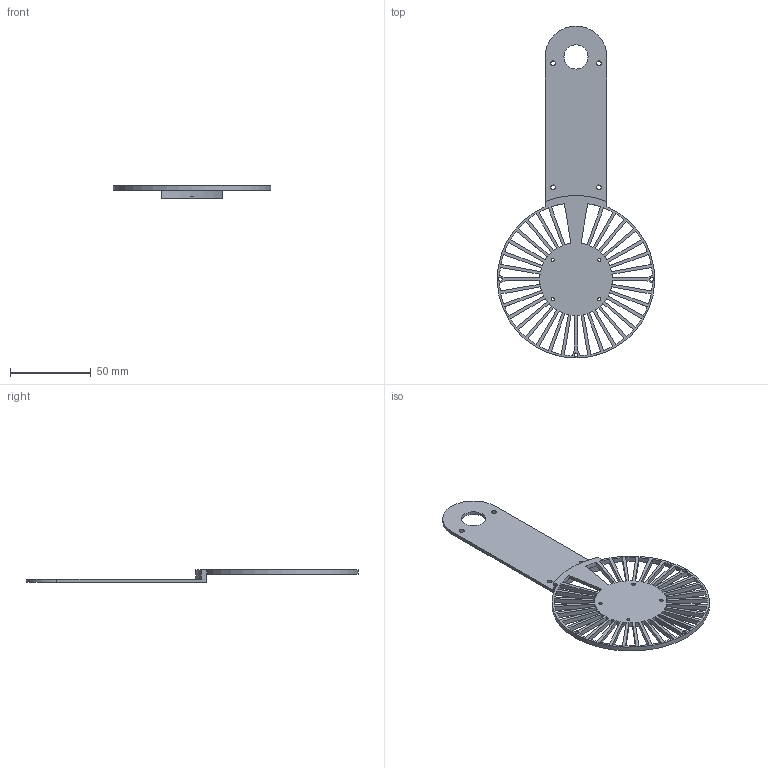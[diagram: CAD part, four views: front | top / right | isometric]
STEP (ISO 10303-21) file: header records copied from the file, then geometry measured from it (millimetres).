
FILE_DESCRIPTION(/* description */ (''),/* implementation_level */ '2;1');
FILE_NAME(/* name */ 'bottom v19.step',/* time_stamp */ '2025-05-08T21:41:43+08:00',/* author */ (''),/* organization */ (''),/* preprocessor_version */ 'ST-DEVELOPER v20.1',/* originating_system */ 'Autodesk Translation Framework v14.4.0.0',/* authorisation */ '');
FILE_SCHEMA (('AUTOMOTIVE_DESIGN { 1 0 10303 214 3 1 1 }'));
Length unit declared in the file: millimetre
Products named in the file (1): bottom
Bounding box: 97.75 x 206.1 x 8 mm (x, y, z)
Volume: 17935.1 mm3; surface area: 23356.5 mm2
Topology: 1 solids, 1 shells, 180 faces, 534 edges, 354 vertices
Faces by surface type: plane 95, cylinder 85
Full cylindrical faces by diameter (mm): 2 x4, 2.4 x3, 3 x4, 15 x1
Entity records: 6281 total; most frequent: DIRECTION 1070, CARTESIAN_POINT 1069, ORIENTED_EDGE 1068, EDGE_CURVE 534, LINE 360, VECTOR 360, AXIS2_PLACEMENT_3D 355, VERTEX_POINT 354
